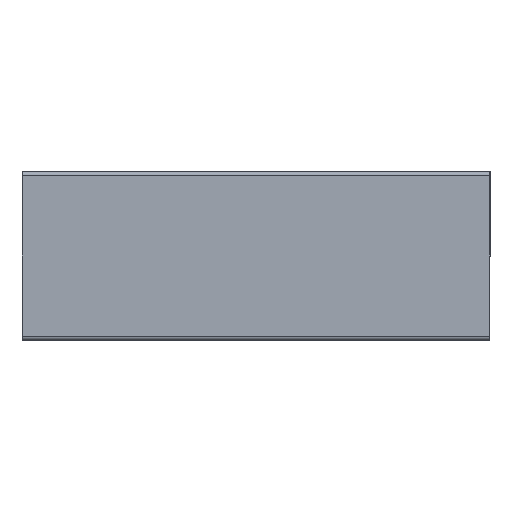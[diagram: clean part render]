
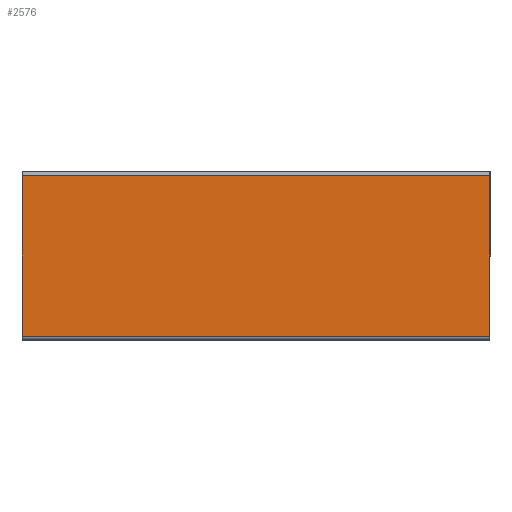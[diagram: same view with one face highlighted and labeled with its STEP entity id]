
A CAD part, left-side view. The second image highlights one B-rep face of the part: STEP entity #2576.
In plain terms, the highlighted planar face has unit normal (-1, 0, 0).
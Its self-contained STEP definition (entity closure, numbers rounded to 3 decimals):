
#146 = VERTEX_POINT ( 'NONE', #3122 ) ;
#228 = CARTESIAN_POINT ( 'NONE',  ( -0.3, 0.44, 1.25 ) ) ;
#264 = ORIENTED_EDGE ( 'NONE', *, *, #559, .F. ) ;
#279 = AXIS2_PLACEMENT_3D ( 'NONE', #2348, #2875, #3142 ) ;
#474 = DIRECTION ( 'NONE',  ( 0., -1., 0. ) ) ;
#506 = DIRECTION ( 'NONE',  ( 0., 0., -1. ) ) ;
#559 = EDGE_CURVE ( 'NONE', #1397, #146, #1643, .T. ) ;
#742 = PLANE ( 'NONE',  #279 ) ;
#773 = LINE ( 'NONE', #3351, #2800 ) ;
#854 = EDGE_CURVE ( 'NONE', #146, #2036, #773, .T. ) ;
#1064 = CARTESIAN_POINT ( 'NONE',  ( -0.3, 0.01, 0. ) ) ;
#1179 = VERTEX_POINT ( 'NONE', #2271 ) ;
#1241 = FACE_OUTER_BOUND ( 'NONE', #3016, .T. ) ;
#1265 = CARTESIAN_POINT ( 'NONE',  ( -0.3, 0.01, 0. ) ) ;
#1314 = LINE ( 'NONE', #1265, #2788 ) ;
#1397 = VERTEX_POINT ( 'NONE', #1776 ) ;
#1474 = EDGE_CURVE ( 'NONE', #1179, #2036, #1314, .T. ) ;
#1516 = EDGE_CURVE ( 'NONE', #1397, #1179, #2090, .T. ) ;
#1529 = DIRECTION ( 'NONE',  ( 0., 0., -1. ) ) ;
#1643 = LINE ( 'NONE', #2062, #2847 ) ;
#1776 = CARTESIAN_POINT ( 'NONE',  ( -0.3, 0.44, 1.25 ) ) ;
#1926 = ORIENTED_EDGE ( 'NONE', *, *, #1474, .T. ) ;
#2036 = VERTEX_POINT ( 'NONE', #1064 ) ;
#2062 = CARTESIAN_POINT ( 'NONE',  ( -0.3, 0.01, 1.25 ) ) ;
#2090 = LINE ( 'NONE', #228, #3340 ) ;
#2212 = ORIENTED_EDGE ( 'NONE', *, *, #1516, .T. ) ;
#2271 = CARTESIAN_POINT ( 'NONE',  ( -0.3, 0.44, 0. ) ) ;
#2348 = CARTESIAN_POINT ( 'NONE',  ( -0.3, 0.01, 1.25 ) ) ;
#2576 = ADVANCED_FACE ( 'NONE', ( #1241 ), #742, .F. ) ;
#2735 = ORIENTED_EDGE ( 'NONE', *, *, #854, .F. ) ;
#2788 = VECTOR ( 'NONE', #3115, 1000. ) ;
#2800 = VECTOR ( 'NONE', #1529, 1000. ) ;
#2847 = VECTOR ( 'NONE', #474, 1000. ) ;
#2875 = DIRECTION ( 'NONE',  ( 1., 0., 0. ) ) ;
#3016 = EDGE_LOOP ( 'NONE', ( #1926, #2735, #264, #2212 ) ) ;
#3115 = DIRECTION ( 'NONE',  ( 0., -1., 0. ) ) ;
#3122 = CARTESIAN_POINT ( 'NONE',  ( -0.3, 0.01, 1.25 ) ) ;
#3142 = DIRECTION ( 'NONE',  ( 0., 0., -1. ) ) ;
#3340 = VECTOR ( 'NONE', #506, 1000. ) ;
#3351 = CARTESIAN_POINT ( 'NONE',  ( -0.3, 0.01, 1.25 ) ) ;
